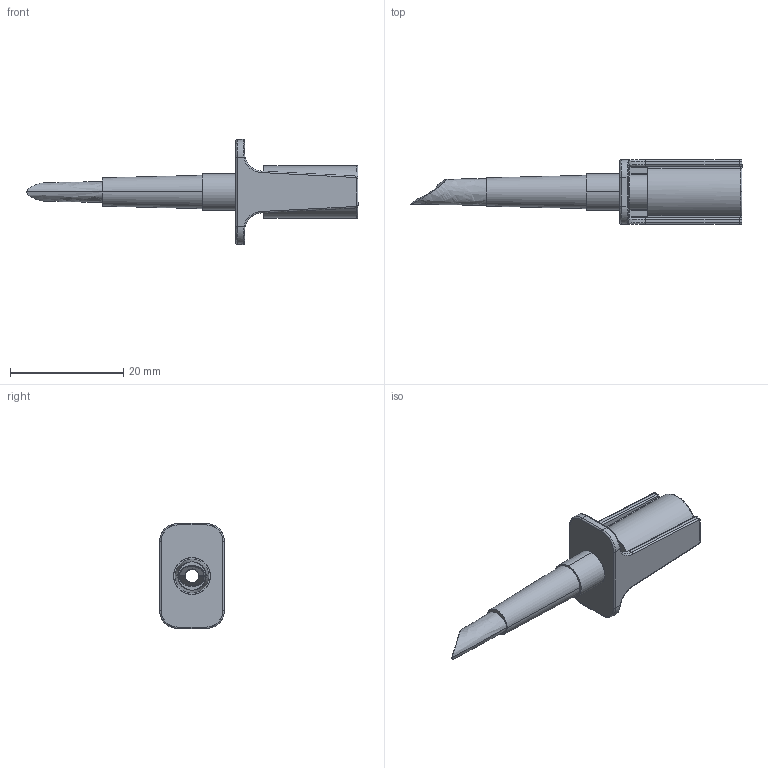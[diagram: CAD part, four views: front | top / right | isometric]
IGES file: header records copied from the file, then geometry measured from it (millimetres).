
Start section: SolidWorks IGES file using analytic representation for surfaces
Global section: file name: E-F-160273.IGS; native system: SolidWorks 2017; preprocessor: SolidWorks 2017; author: WTsang; date: 181113.132854; units: millimetre
Bounding box: 58.7 x 11.43 x 18.57 mm (x, y, z)
Surface area: 2632.3 mm2 (no closed solid volume)
Topology: 0 solids, 0 shells, 154 faces, 1490 edges, 1483 vertices
Faces by surface type: bspline 80, revolution 74
